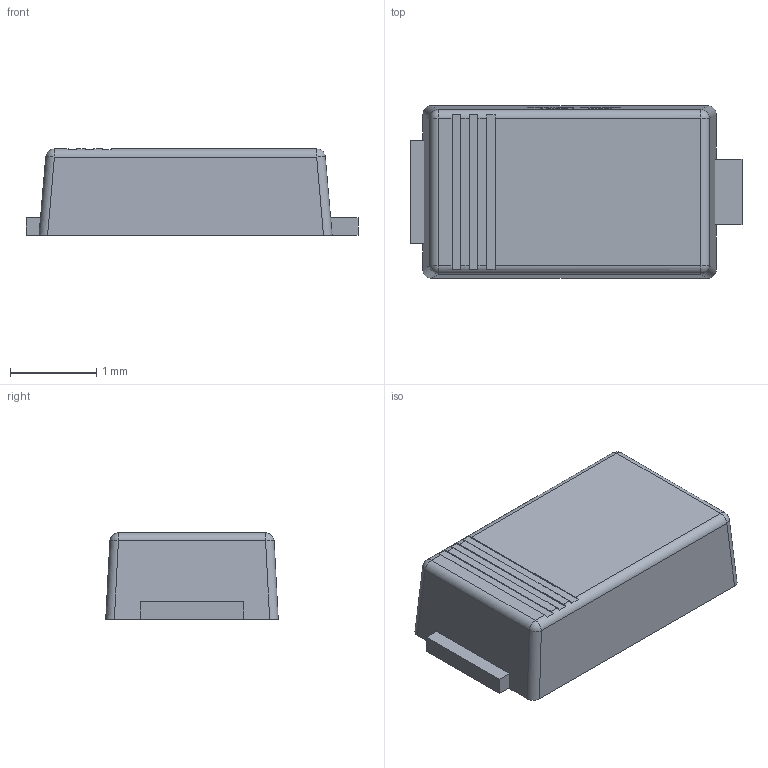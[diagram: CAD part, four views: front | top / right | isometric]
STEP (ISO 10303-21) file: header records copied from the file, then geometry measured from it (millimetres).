
FILE_DESCRIPTION (( 'STEP AP214' ), '1' );
FILE_NAME ('DO-220AA_L3.4-W2.0-LS3.9-H1-RD.step', '2022-07-04T10:24:51', ( '' ), ( '' ), 'SwSTEP 2.0', 'SolidWorks 2020', '' );
FILE_SCHEMA (( 'AUTOMOTIVE_DESIGN' ));
Length unit declared in the file: millimetre
Products named in the file (1): DO-220AA_L3.4-W2.0-LS3.9-H1-RD
Bounding box: 3.85 x 2 x 1 mm (x, y, z)
Volume: 6.5 mm3; surface area: 36 mm2
Topology: 3 solids, 3 shells, 282 faces, 759 edges, 502 vertices
Faces by surface type: plane 172, bspline 98, cylinder 8, sphere 4
Entity records: 12285 total; most frequent: CARTESIAN_POINT 2862, ORIENTED_EDGE 1518, DIRECTION 949, EDGE_CURVE 759, LINE 531, VECTOR 531, VERTEX_POINT 502, EDGE_LOOP 301
